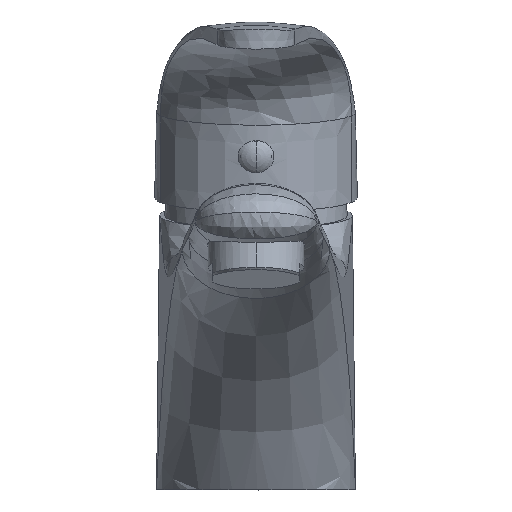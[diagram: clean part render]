
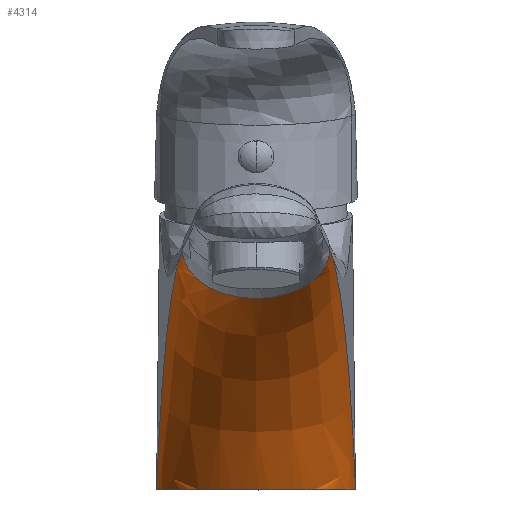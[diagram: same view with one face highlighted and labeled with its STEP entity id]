
A CAD part, top view. The second image highlights one B-rep face of the part: STEP entity #4314.
In plain terms, the highlighted free-form (B-spline) face has degree [3, 3] with [11, 7] control points.
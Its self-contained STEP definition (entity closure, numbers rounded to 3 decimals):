
#59=CARTESIAN_POINT('',(-25.,0.,0.));
#60=CARTESIAN_POINT('',(-25.,0.,3.272));
#61=CARTESIAN_POINT('',(-23.698,0.,9.816));
#62=CARTESIAN_POINT('',(-18.138,0.,18.138));
#63=CARTESIAN_POINT('',(-9.816,0.,23.698));
#64=CARTESIAN_POINT('',(0.,0.,25.651));
#65=CARTESIAN_POINT('',(9.816,0.,23.698));
#66=CARTESIAN_POINT('',(18.138,0.,18.138));
#67=CARTESIAN_POINT('',(23.698,0.,9.816));
#68=CARTESIAN_POINT('',(25.,0.,3.272));
#69=CARTESIAN_POINT('',(25.,0.,0.));
#71=CARTESIAN_POINT('',(-18.5,60.227,76.218));
#72=CARTESIAN_POINT('',(-19.168,58.806,68.42));
#73=CARTESIAN_POINT('',(-20.516,54.055,52.663));
#74=CARTESIAN_POINT('',(-22.398,40.959,30.621));
#75=CARTESIAN_POINT('',(-23.966,22.55,12.21));
#76=CARTESIAN_POINT('',(-24.712,7.722,3.404));
#77=CARTESIAN_POINT('',(-25.,0.,0.));
#79=CARTESIAN_POINT('',(18.5,60.227,76.218));
#80=CARTESIAN_POINT('',(18.5,58.629,76.218));
#81=CARTESIAN_POINT('',(17.537,55.435,76.218));
#82=CARTESIAN_POINT('',(13.422,51.371,76.218));
#83=CARTESIAN_POINT('',(7.264,48.657,76.218));
#84=CARTESIAN_POINT('',(0.,47.703,76.218));
#85=CARTESIAN_POINT('',(-7.264,48.657,76.218));
#86=CARTESIAN_POINT('',(-13.422,51.371,76.218));
#87=CARTESIAN_POINT('',(-17.537,55.435,76.218));
#88=CARTESIAN_POINT('',(-18.5,58.629,76.218));
#89=CARTESIAN_POINT('',(-18.5,60.227,76.218));
#133=CARTESIAN_POINT('',(25.,0.,0.));
#134=CARTESIAN_POINT('',(24.712,7.722,3.404));
#135=CARTESIAN_POINT('',(23.966,22.55,12.21));
#136=CARTESIAN_POINT('',(22.398,40.959,30.621));
#137=CARTESIAN_POINT('',(20.516,54.055,52.663));
#138=CARTESIAN_POINT('',(19.168,58.806,68.42));
#139=CARTESIAN_POINT('',(18.5,60.227,76.218));
#147=CARTESIAN_POINT('',(18.5,60.227,76.218));
#3599=VERTEX_POINT('',#147);
#3602=CARTESIAN_POINT('',(-18.5,60.227,76.218));
#3604=VERTEX_POINT('',#3602);
#3619=VERTEX_POINT('',#59);
#3620=VERTEX_POINT('',#69);
#4227=CARTESIAN_POINT('',(25.022,-0.927,
-1.144));
#4228=CARTESIAN_POINT('',(24.734,7.206,2.297));
#4229=CARTESIAN_POINT('',(23.984,22.548,11.24));
#4230=CARTESIAN_POINT('',(22.397,41.385,30.097));
#4231=CARTESIAN_POINT('',(20.488,54.696,52.689));
#4232=CARTESIAN_POINT('',(19.111,59.392,68.932));
#4233=CARTESIAN_POINT('',(18.419,60.737,77.076));
#4234=CARTESIAN_POINT('',(25.131,-0.883,
2.368));
#4235=CARTESIAN_POINT('',(24.822,6.868,5.887));
#4236=CARTESIAN_POINT('',(24.044,21.41,14.683));
#4237=CARTESIAN_POINT('',(22.448,39.367,32.582));
#4238=CARTESIAN_POINT('',(20.552,52.418,53.833));
#4239=CARTESIAN_POINT('',(19.187,57.434,69.226));
#4240=CARTESIAN_POINT('',(18.498,59.046,77.041));
#4241=CARTESIAN_POINT('',(23.876,-0.799,
9.201));
#4242=CARTESIAN_POINT('',(23.556,6.219,12.714));
#4243=CARTESIAN_POINT('',(22.783,19.263,21.018));
#4244=CARTESIAN_POINT('',(21.265,35.592,37.035));
#4245=CARTESIAN_POINT('',(19.492,48.13,55.843));
#4246=CARTESIAN_POINT('',(18.218,53.686,69.741));
#4247=CARTESIAN_POINT('',(17.573,55.759,76.98));
#4248=CARTESIAN_POINT('',(18.168,-0.696,
17.759));
#4249=CARTESIAN_POINT('',(17.908,5.417,21.061));
#4250=CARTESIAN_POINT('',(17.3,16.659,28.492));
#4251=CARTESIAN_POINT('',(16.144,31.056,42.127));
#4252=CARTESIAN_POINT('',(14.811,42.944,58.089));
#4253=CARTESIAN_POINT('',(13.856,49.067,70.311));
#4254=CARTESIAN_POINT('',(13.371,51.645,76.912));
#4255=CARTESIAN_POINT('',(9.833,-0.629,
23.344));
#4256=CARTESIAN_POINT('',(9.688,4.896,26.438));
#4257=CARTESIAN_POINT('',(9.353,14.99,33.21));
#4258=CARTESIAN_POINT('',(8.727,28.161,45.283));
#4259=CARTESIAN_POINT('',(8.011,39.624,59.462));
#4260=CARTESIAN_POINT('',(7.498,46.079,70.657));
#4261=CARTESIAN_POINT('',(7.236,48.962,76.87));
#4262=CARTESIAN_POINT('',(0.,-0.606,25.306));
#4263=CARTESIAN_POINT('',(0.,4.714,28.316));
#4264=CARTESIAN_POINT('',(0.,14.408,34.843));
#4265=CARTESIAN_POINT('',(0.,27.155,46.366));
#4266=CARTESIAN_POINT('',(0.,38.467,59.929));
#4267=CARTESIAN_POINT('',(0.,45.034,70.775));
#4268=CARTESIAN_POINT('',(0.,48.019,76.856));
#4269=CARTESIAN_POINT('',(-9.833,-0.629,
23.344));
#4270=CARTESIAN_POINT('',(-9.688,4.896,26.438));
#4271=CARTESIAN_POINT('',(-9.353,14.99,33.21));
#4272=CARTESIAN_POINT('',(-8.727,28.161,45.283));
#4273=CARTESIAN_POINT('',(-8.011,39.624,59.462));
#4274=CARTESIAN_POINT('',(-7.498,46.079,70.657));
#4275=CARTESIAN_POINT('',(-7.236,48.962,76.87));
#4276=CARTESIAN_POINT('',(-18.168,-0.696,
17.759));
#4277=CARTESIAN_POINT('',(-17.908,5.417,21.061));
#4278=CARTESIAN_POINT('',(-17.3,16.659,28.492));
#4279=CARTESIAN_POINT('',(-16.144,31.056,42.127));
#4280=CARTESIAN_POINT('',(-14.811,42.944,58.089));
#4281=CARTESIAN_POINT('',(-13.856,49.067,70.311));
#4282=CARTESIAN_POINT('',(-13.371,51.645,76.912));
#4283=CARTESIAN_POINT('',(-23.877,-0.799,
9.2));
#4284=CARTESIAN_POINT('',(-23.557,6.219,12.713));
#4285=CARTESIAN_POINT('',(-22.784,19.263,21.017));
#4286=CARTESIAN_POINT('',(-21.266,35.593,37.034));
#4287=CARTESIAN_POINT('',(-19.492,48.131,55.843));
#4288=CARTESIAN_POINT('',(-18.219,53.686,69.741));
#4289=CARTESIAN_POINT('',(-17.574,55.759,76.98));
#4290=CARTESIAN_POINT('',(-25.132,-0.883,
2.365));
#4291=CARTESIAN_POINT('',(-24.823,6.868,5.884));
#4292=CARTESIAN_POINT('',(-24.045,21.411,14.68));
#4293=CARTESIAN_POINT('',(-22.449,39.369,32.58));
#4294=CARTESIAN_POINT('',(-20.553,52.42,53.832));
#4295=CARTESIAN_POINT('',(-19.187,57.436,69.226));
#4296=CARTESIAN_POINT('',(-18.498,59.048,77.041));
#4297=CARTESIAN_POINT('',(-25.022,-0.927,
-1.148));
#4298=CARTESIAN_POINT('',(-24.734,7.206,2.292));
#4299=CARTESIAN_POINT('',(-23.984,22.549,11.236));
#4300=CARTESIAN_POINT('',(-22.397,41.388,30.094));
#4301=CARTESIAN_POINT('',(-20.488,54.699,52.688));
#4302=CARTESIAN_POINT('',(-19.111,59.394,68.931));
#4303=CARTESIAN_POINT('',(-18.419,60.739,77.076));
#4304=B_SPLINE_SURFACE_WITH_KNOTS('',3,3,((#4227,#4228,#4229,#4230,#4231,#4232,
#4233),(#4234,#4235,#4236,#4237,#4238,#4239,#4240),(#4241,#4242,#4243,#4244,
#4245,#4246,#4247),(#4248,#4249,#4250,#4251,#4252,#4253,#4254),(#4255,#4256,
#4257,#4258,#4259,#4260,#4261),(#4262,#4263,#4264,#4265,#4266,#4267,#4268),(
#4269,#4270,#4271,#4272,#4273,#4274,#4275),(#4276,#4277,#4278,#4279,#4280,#4281,
#4282),(#4283,#4284,#4285,#4286,#4287,#4288,#4289),(#4290,#4291,#4292,#4293,
#4294,#4295,#4296),(#4297,#4298,#4299,#4300,#4301,#4302,#4303)),.UNSPECIFIED.,
.F.,.F.,.F.,(4,1,1,1,1,1,1,1,4),(4,1,1,1,4),(-0.01,0.125,0.25,
0.375,0.5,0.625,0.75,0.875,1.01),(-0.007,
0.174,0.349,0.523,0.704),
.UNSPECIFIED.);
#4306=ORIENTED_EDGE('',*,*,#4305,.F.);
#4307=ORIENTED_EDGE('',*,*,#4210,.F.);
#4309=ORIENTED_EDGE('',*,*,#4308,.F.);
#4311=ORIENTED_EDGE('',*,*,#4310,.F.);
#4312=EDGE_LOOP('',(#4306,#4307,#4309,#4311));
#4313=FACE_OUTER_BOUND('',#4312,.F.);
#4314=ADVANCED_FACE('',(#4313),#4304,.F.);
#70=B_SPLINE_CURVE_WITH_KNOTS('',3,(#59,#60,#61,#62,#63,#64,#65,#66,#67,#68,
#69),.UNSPECIFIED.,.F.,.F.,(4,1,1,1,1,1,1,1,4),(0.,0.125,0.25,0.375,
0.5,0.625,0.75,0.875,1.),.UNSPECIFIED.);
#78=B_SPLINE_CURVE_WITH_KNOTS('',3,(#71,#72,#73,#74,#75,#76,#77),.UNSPECIFIED.,
.F.,.F.,(4,1,1,1,4),(0.,0.25,0.5,0.75,1.),.UNSPECIFIED.);
#90=B_SPLINE_CURVE_WITH_KNOTS('',3,(#79,#80,#81,#82,#83,#84,#85,#86,#87,#88,
#89),.UNSPECIFIED.,.F.,.F.,(4,1,1,1,1,1,1,1,4),(0.,0.125,0.25,0.375,
0.5,0.625,0.75,0.875,1.),.UNSPECIFIED.);
#140=B_SPLINE_CURVE_WITH_KNOTS('',3,(#133,#134,#135,#136,#137,#138,#139),
.UNSPECIFIED.,.F.,.F.,(4,1,1,1,4),(0.,0.25,0.5,0.75,1.),
.UNSPECIFIED.);
#4210=EDGE_CURVE('',#3604,#3619,#78,.T.);
#4305=EDGE_CURVE('',#3619,#3620,#70,.T.);
#4308=EDGE_CURVE('',#3599,#3604,#90,.T.);
#4310=EDGE_CURVE('',#3620,#3599,#140,.T.);
